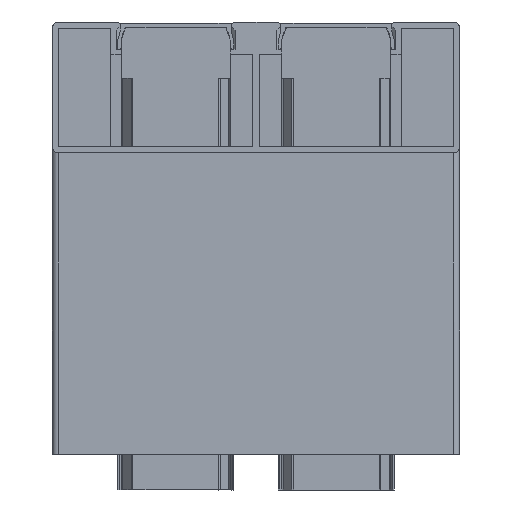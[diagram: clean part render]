
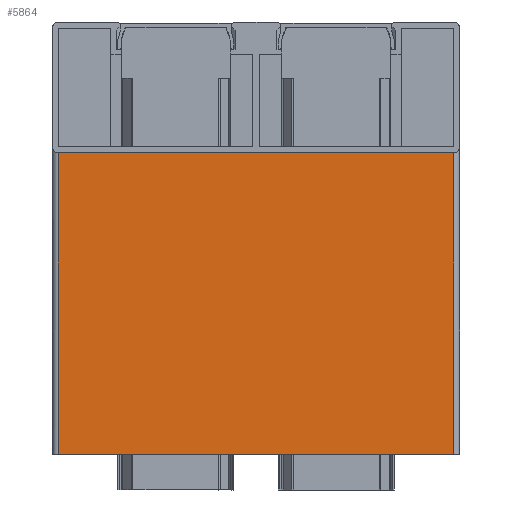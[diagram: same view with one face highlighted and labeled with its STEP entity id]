
A CAD part, front view. The second image highlights one B-rep face of the part: STEP entity #5864.
In plain terms, the highlighted planar face has unit normal (0, -1, 0).
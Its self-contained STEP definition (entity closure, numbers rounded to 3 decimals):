
#97 = AXIS2_PLACEMENT_3D ( 'NONE', #3791, #4574, #653 ) ;
#506 = ORIENTED_EDGE ( 'NONE', *, *, #1208, .T. ) ;
#653 = DIRECTION ( 'NONE',  ( 0., 0., 1. ) ) ;
#876 = CARTESIAN_POINT ( 'NONE',  ( -80., -53., -942. ) ) ;
#955 = CARTESIAN_POINT ( 'NONE',  ( -80., -53., 1000. ) ) ;
#1006 = VERTEX_POINT ( 'NONE', #3804 ) ;
#1092 = VECTOR ( 'NONE', #3830, 1000. ) ;
#1208 = EDGE_CURVE ( 'NONE', #1006, #5034, #4034, .T. ) ;
#1236 = CARTESIAN_POINT ( 'NONE',  ( -82.5, -53., -942. ) ) ;
#1238 = LINE ( 'NONE', #955, #4598 ) ;
#1880 = VECTOR ( 'NONE', #5001, 1000. ) ;
#1884 = LINE ( 'NONE', #1236, #5305 ) ;
#1896 = EDGE_CURVE ( 'NONE', #5747, #4122, #1238, .T. ) ;
#3123 = ORIENTED_EDGE ( 'NONE', *, *, #4957, .T. ) ;
#3227 = EDGE_CURVE ( 'NONE', #5747, #5034, #4743, .T. ) ;
#3778 = CARTESIAN_POINT ( 'NONE',  ( -80., -53., -820. ) ) ;
#3791 = CARTESIAN_POINT ( 'NONE',  ( 0., -53., 1000. ) ) ;
#3804 = CARTESIAN_POINT ( 'NONE',  ( 80., -53., -942. ) ) ;
#3830 = DIRECTION ( 'NONE',  ( 1., 0., 0. ) ) ;
#4034 = LINE ( 'NONE', #4419, #1880 ) ;
#4122 = VERTEX_POINT ( 'NONE', #876 ) ;
#4419 = CARTESIAN_POINT ( 'NONE',  ( 80., -53., 1000. ) ) ;
#4438 = DIRECTION ( 'NONE',  ( 1., 0., 0. ) ) ;
#4561 = CARTESIAN_POINT ( 'NONE',  ( 80., -53., -820. ) ) ;
#4574 = DIRECTION ( 'NONE',  ( 0., 1., 0. ) ) ;
#4598 = VECTOR ( 'NONE', #5339, 1000. ) ;
#4743 = LINE ( 'NONE', #5471, #1092 ) ;
#4957 = EDGE_CURVE ( 'NONE', #4122, #1006, #1884, .T. ) ;
#5001 = DIRECTION ( 'NONE',  ( 0., 0., 1. ) ) ;
#5034 = VERTEX_POINT ( 'NONE', #4561 ) ;
#5064 = PLANE ( 'NONE',  #97 ) ;
#5135 = ORIENTED_EDGE ( 'NONE', *, *, #3227, .F. ) ;
#5292 = FACE_OUTER_BOUND ( 'NONE', #5689, .T. ) ;
#5305 = VECTOR ( 'NONE', #4438, 1000. ) ;
#5339 = DIRECTION ( 'NONE',  ( 0., 0., -1. ) ) ;
#5471 = CARTESIAN_POINT ( 'NONE',  ( -82.5, -53., -820. ) ) ;
#5486 = ORIENTED_EDGE ( 'NONE', *, *, #1896, .T. ) ;
#5689 = EDGE_LOOP ( 'NONE', ( #506, #5135, #5486, #3123 ) ) ;
#5747 = VERTEX_POINT ( 'NONE', #3778 ) ;
#5864 = ADVANCED_FACE ( 'NONE', ( #5292 ), #5064, .F. ) ;
